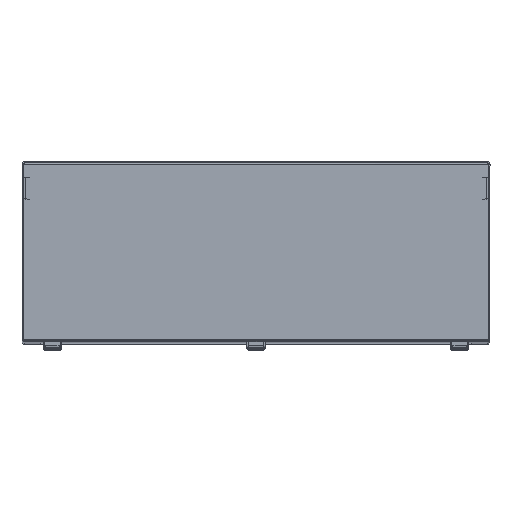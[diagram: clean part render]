
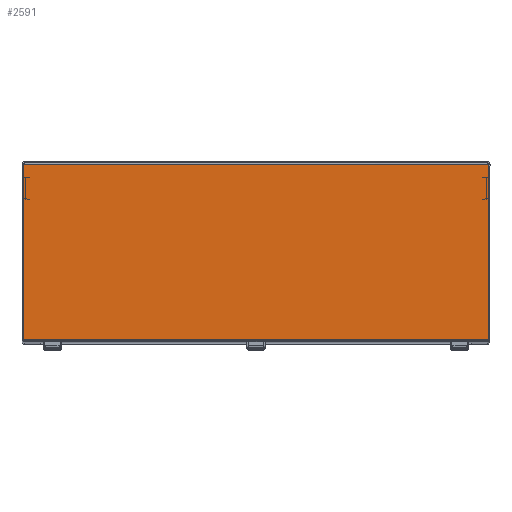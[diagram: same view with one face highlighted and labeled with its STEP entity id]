
A CAD part, top view. The second image highlights one B-rep face of the part: STEP entity #2591.
In plain terms, the highlighted planar face has unit normal (0, 0, 1).
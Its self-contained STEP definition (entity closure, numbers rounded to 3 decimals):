
#171 = EDGE_CURVE ( 'NONE', #7335, #1770, #8600, .T. ) ;
#407 = ORIENTED_EDGE ( 'NONE', *, *, #171, .T. ) ;
#492 = DIRECTION ( 'NONE',  ( -1., 0., 0. ) ) ;
#505 = LINE ( 'NONE', #4126, #2520 ) ;
#813 = EDGE_CURVE ( 'NONE', #7689, #1770, #10765, .T. ) ;
#1770 = VERTEX_POINT ( 'NONE', #3538 ) ;
#2188 = VERTEX_POINT ( 'NONE', #11420 ) ;
#2520 = VECTOR ( 'NONE', #2616, 1000. ) ;
#2591 = ADVANCED_FACE ( 'NONE', ( #7509 ), #6609, .F. ) ;
#2616 = DIRECTION ( 'NONE',  ( 0., 1., 0. ) ) ;
#2717 = VECTOR ( 'NONE', #10600, 1000. ) ;
#2747 = ORIENTED_EDGE ( 'NONE', *, *, #4296, .T. ) ;
#2921 = VECTOR ( 'NONE', #492, 1000. ) ;
#3362 = CARTESIAN_POINT ( 'NONE',  ( 500., 377., 20. ) ) ;
#3538 = CARTESIAN_POINT ( 'NONE',  ( -495.586, 377., 20. ) ) ;
#3884 = VERTEX_POINT ( 'NONE', #9679 ) ;
#3934 = DIRECTION ( 'NONE',  ( -1., 0., 0. ) ) ;
#4126 = CARTESIAN_POINT ( 'NONE',  ( 497., 0., 20. ) ) ;
#4289 = ORIENTED_EDGE ( 'NONE', *, *, #813, .F. ) ;
#4296 = EDGE_CURVE ( 'NONE', #7689, #2188, #11137, .T. ) ;
#4705 = VERTEX_POINT ( 'NONE', #5726 ) ;
#5028 = VECTOR ( 'NONE', #9930, 1000. ) ;
#5717 = DIRECTION ( 'NONE',  ( 0., 0., -1. ) ) ;
#5726 = CARTESIAN_POINT ( 'NONE',  ( 497., 3., 20. ) ) ;
#5727 = CARTESIAN_POINT ( 'NONE',  ( 500., 377., 20. ) ) ;
#6254 = CARTESIAN_POINT ( 'NONE',  ( 500., 377., 20. ) ) ;
#6339 = ORIENTED_EDGE ( 'NONE', *, *, #8070, .F. ) ;
#6352 = EDGE_CURVE ( 'NONE', #4705, #3884, #505, .T. ) ;
#6609 = PLANE ( 'NONE',  #7715 ) ;
#6941 = CARTESIAN_POINT ( 'NONE',  ( 495.586, 377., 20. ) ) ;
#7335 = VERTEX_POINT ( 'NONE', #6941 ) ;
#7449 = LINE ( 'NONE', #5727, #8764 ) ;
#7462 = CARTESIAN_POINT ( 'NONE',  ( -497., 0., 20. ) ) ;
#7509 = FACE_OUTER_BOUND ( 'NONE', #10494, .T. ) ;
#7553 = LINE ( 'NONE', #11164, #2921 ) ;
#7689 = VERTEX_POINT ( 'NONE', #10989 ) ;
#7715 = AXIS2_PLACEMENT_3D ( 'NONE', #10218, #5717, #3934 ) ;
#8070 = EDGE_CURVE ( 'NONE', #4705, #2188, #7553, .T. ) ;
#8488 = ORIENTED_EDGE ( 'NONE', *, *, #10451, .T. ) ;
#8600 = LINE ( 'NONE', #3362, #2717 ) ;
#8764 = VECTOR ( 'NONE', #11066, 1000. ) ;
#9333 = VECTOR ( 'NONE', #10185, 1000. ) ;
#9592 = ORIENTED_EDGE ( 'NONE', *, *, #6352, .T. ) ;
#9679 = CARTESIAN_POINT ( 'NONE',  ( 497., 377., 20. ) ) ;
#9930 = DIRECTION ( 'NONE',  ( 1., 0., 0. ) ) ;
#10185 = DIRECTION ( 'NONE',  ( 0., -1., 0. ) ) ;
#10218 = CARTESIAN_POINT ( 'NONE',  ( 0., 0., 20. ) ) ;
#10451 = EDGE_CURVE ( 'NONE', #3884, #7335, #7449, .T. ) ;
#10494 = EDGE_LOOP ( 'NONE', ( #2747, #6339, #9592, #8488, #407, #4289 ) ) ;
#10600 = DIRECTION ( 'NONE',  ( -1., 0., 0. ) ) ;
#10765 = LINE ( 'NONE', #6254, #5028 ) ;
#10989 = CARTESIAN_POINT ( 'NONE',  ( -497., 377., 20. ) ) ;
#11066 = DIRECTION ( 'NONE',  ( -1., 0., 0. ) ) ;
#11137 = LINE ( 'NONE', #7462, #9333 ) ;
#11164 = CARTESIAN_POINT ( 'NONE',  ( -500., 3., 20. ) ) ;
#11420 = CARTESIAN_POINT ( 'NONE',  ( -497., 3., 20. ) ) ;
